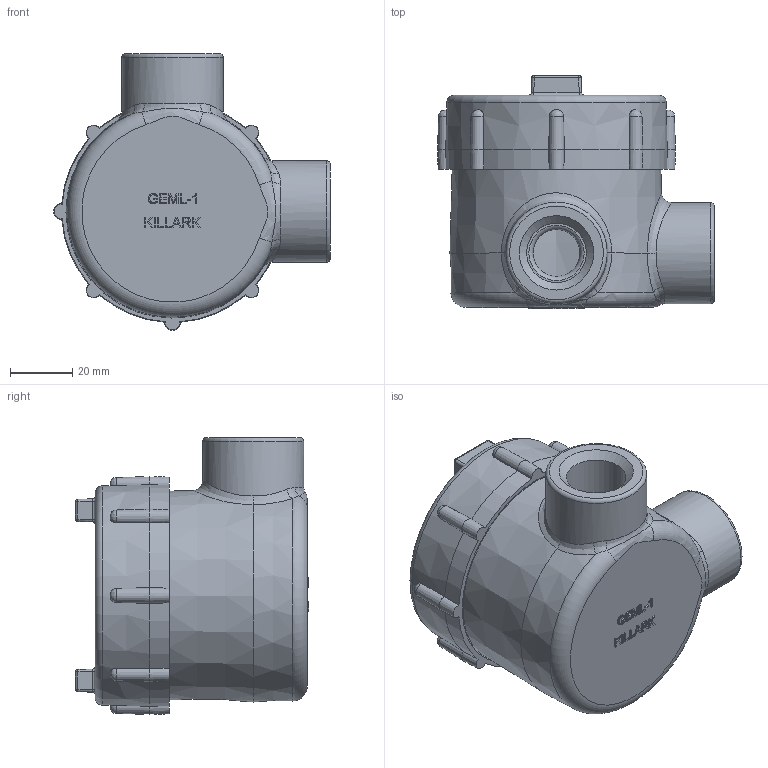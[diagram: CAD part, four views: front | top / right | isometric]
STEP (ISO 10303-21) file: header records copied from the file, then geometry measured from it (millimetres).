
FILE_DESCRIPTION(/* description */ (''),/* implementation_level */ '2;1');
FILE_NAME(/* name */ 'KIL_GEML-1.stp',/* time_stamp */ '2021-05-10T13:40:42+05:00',/* author */ ('kr'),/* organization */ (''),/* preprocessor_version */ 'ST-DEVELOPER v18',/* originating_system */ 'Autodesk Inventor 2020',/* authorisation */ '');
FILE_SCHEMA (('AUTOMOTIVE_DESIGN { 1 0 10303 214 3 1 1 }'));
Length unit declared in the file: inch
Products named in the file (3): GEMC-1; 22484; 03975-2
Assembly tree (2 placements, depth 2):
  GEMC-1
    22484
    03975-2
Bounding box: 89.05 x 74.99 x 89.05 mm (x, y, z)
Volume: 135790.6 mm3; surface area: 53722 mm2
Topology: 2 solids, 2 shells, 640 faces, 1645 edges, 1055 vertices
Faces by surface type: plane 295, bspline 227, cylinder 46, cone 40, torus 22, sphere 10
Full cylindrical faces by diameter (mm): 3.52 x1, 15.113 x2, 19.177 x2, 32.537 x2, 64.77 x1, 66.421 x1
Entity records: 25554 total; most frequent: CARTESIAN_POINT 11318, ORIENTED_EDGE 3268, DIRECTION 2333, EDGE_CURVE 1634, VERTEX_POINT 1055, LINE 867, VECTOR 867, AXIS2_PLACEMENT_3D 733
